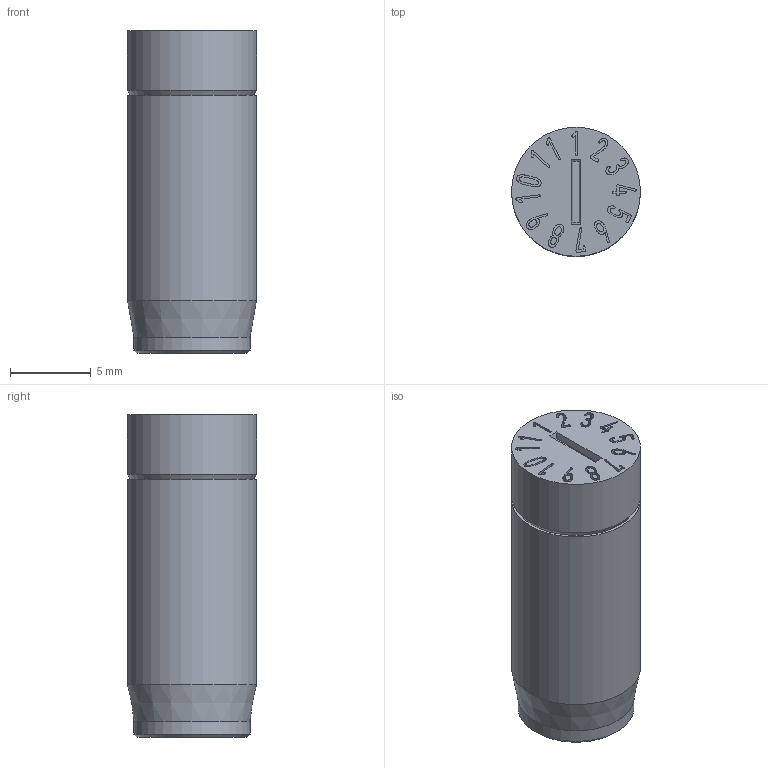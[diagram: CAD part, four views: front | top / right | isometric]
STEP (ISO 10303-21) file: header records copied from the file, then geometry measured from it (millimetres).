
FILE_DESCRIPTION(/* description */ (''),/* implementation_level */ '2;1');
FILE_NAME(/* name */ 'Dati-3000_T$8$Jahr.stp',/* time_stamp */ '2025-08-28T15:24:58+02:00',/* author */ ('olafg'),/* organization */ (''),/* preprocessor_version */ 'ST-DEVELOPER v20',/* originating_system */ 'Autodesk Inventor 2024',/* authorisation */ '');
FILE_SCHEMA (('AUTOMOTIVE_DESIGN { 1 0 10303 214 3 1 1 }'));
Length unit declared in the file: millimetre
Products named in the file (3): Zusammenbau T 3008 1-11; 1008-01-00 Hülse; 2012-05-00 Stelleinsatz
Assembly tree (2 placements, depth 2):
  Zusammenbau T 3008 1-11
    1008-01-00 Hülse
    2012-05-00 Stelleinsatz
Bounding box: 8 x 8 x 20 mm (x, y, z)
Volume: 886.1 mm3; surface area: 935.7 mm2
Topology: 2 solids, 2 shells, 262 faces, 710 edges, 472 vertices
Faces by surface type: bspline 162, plane 87, cone 7, cylinder 6
Full cylindrical faces by diameter (mm): 2.5 x1, 3 x1, 4 x1, 7.2 x1, 8 x2
Entity records: 9191 total; most frequent: CARTESIAN_POINT 3579, ORIENTED_EDGE 1420, EDGE_CURVE 710, DIRECTION 618, VERTEX_POINT 472, LINE 364, VECTOR 364, B_SPLINE_CURVE_WITH_KNOTS 324
